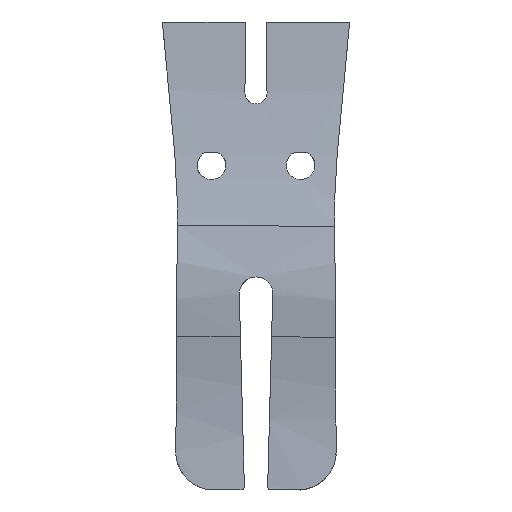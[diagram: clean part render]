
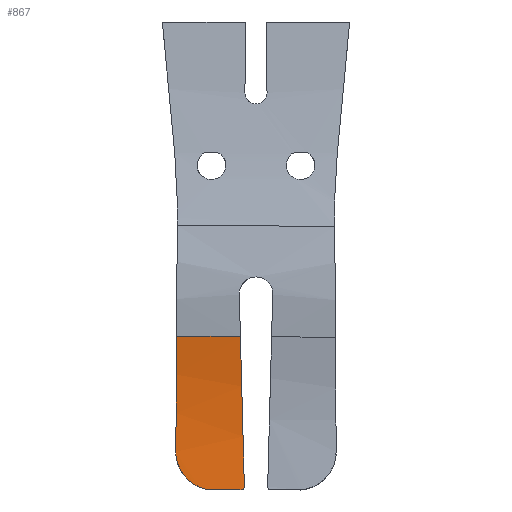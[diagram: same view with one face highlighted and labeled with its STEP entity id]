
A CAD part, top view. The second image highlights one B-rep face of the part: STEP entity #867.
In plain terms, the highlighted cylindrical face has radius 176 mm (diameter 352 mm), a partial arc.
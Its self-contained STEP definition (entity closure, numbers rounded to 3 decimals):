
#8 = CARTESIAN_POINT ( 'NONE',  ( 740.952, 474.358, 43.033 ) ) ;
#39 = CARTESIAN_POINT ( 'NONE',  ( 739.925, 474.843, 42.979 ) ) ;
#51 = CARTESIAN_POINT ( 'NONE',  ( 748.045, 473.395, 43.141 ) ) ;
#75 = CARTESIAN_POINT ( 'NONE',  ( 735.199, 479.595, 42.514 ) ) ;
#82 = EDGE_CURVE ( 'NONE', #1934, #2122, #575, .T. ) ;
#85 = CARTESIAN_POINT ( 'NONE',  ( 733.805, 483.878, 42.205 ) ) ;
#136 = CARTESIAN_POINT ( 'NONE',  ( 755.109, 473.934, 43.072 ) ) ;
#144 = CARTESIAN_POINT ( 'NONE',  ( 755.231, 474.473, 43.01 ) ) ;
#159 = DIRECTION ( 'NONE',  ( 0.006, 1., 0. ) ) ;
#175 = CARTESIAN_POINT ( 'NONE',  ( 754.402, 505.958, 41.562 ) ) ;
#192 = B_SPLINE_CURVE_WITH_KNOTS ( 'NONE', 3,
 ( #1741, #861, #888, #1550, #2222, #672, #8, #39, #1382, #874, #1213, #1895, #356, #2034, #1042, #1564, #75, #426, #218, #1451, #1767, #2142, #85, #1636, #2100, #903 ),
 .UNSPECIFIED., .F., .F.,
 ( 4, 2, 2, 2, 2, 2, 2, 2, 2, 2, 2, 2, 4 ),
 ( 0., 0.002, 0.003, 0.005, 0.007, 0.008, 0.009, 0.011, 0.012, 0.014, 0.016, 0.017, 0.018 ),
 .UNSPECIFIED. ) ;
#197 = DIRECTION ( 'NONE',  ( 1., -0.006, 0. ) ) ;
#218 = CARTESIAN_POINT ( 'NONE',  ( 734.699, 480.614, 42.431 ) ) ;
#280 = CARTESIAN_POINT ( 'NONE',  ( 754.463, 473.424, 43.133 ) ) ;
#287 = CIRCLE ( 'NONE', #645, 176. ) ;
#318 = ORIENTED_EDGE ( 'NONE', *, *, #1998, .F. ) ;
#346 = ORIENTED_EDGE ( 'NONE', *, *, #1966, .F. ) ;
#356 = CARTESIAN_POINT ( 'NONE',  ( 737.228, 476.893, 42.763 ) ) ;
#357 = CARTESIAN_POINT ( 'NONE',  ( 733.715, 485.394, 42.12 ) ) ;
#381 = CARTESIAN_POINT ( 'NONE',  ( 733.715, 485.399, 42.12 ) ) ;
#411 = AXIS2_PLACEMENT_3D ( 'NONE', #1696, #197, #159 ) ;
#426 = CARTESIAN_POINT ( 'NONE',  ( 734.854, 480.271, 42.459 ) ) ;
#443 = CARTESIAN_POINT ( 'NONE',  ( 754.181, 473.395, 43.137 ) ) ;
#471 = CARTESIAN_POINT ( 'NONE',  ( 754.719, 473.533, 43.12 ) ) ;
#491 = EDGE_CURVE ( 'NONE', #1545, #714, #1275, .T. ) ;
#575 = B_SPLINE_CURVE_WITH_KNOTS ( 'NONE', 3,
 ( #144, #2012, #1322, #136, #1164, #819, #471, #280, #992, #620 ),
 .UNSPECIFIED., .F., .F.,
 ( 4, 2, 2, 2, 4 ),
 ( 0., 0., 0.001, 0.001, 0.002 ),
 .UNSPECIFIED. ) ;
#610 = CARTESIAN_POINT ( 'NONE',  ( 744.977, 473.395, 43.144 ) ) ;
#620 = CARTESIAN_POINT ( 'NONE',  ( 754.181, 473.395, 43.137 ) ) ;
#645 = AXIS2_PLACEMENT_3D ( 'NONE', #1162, #1475, #790 ) ;
#672 = CARTESIAN_POINT ( 'NONE',  ( 741.306, 474.211, 43.05 ) ) ;
#714 = VERTEX_POINT ( 'NONE', #1391 ) ;
#768 = CARTESIAN_POINT ( 'NONE',  ( 654.94, 522.172, 44.004 ) ) ;
#784 = CARTESIAN_POINT ( 'NONE',  ( 751.113, 473.395, 43.139 ) ) ;
#790 = DIRECTION ( 'NONE',  ( 0.006, 1., 0. ) ) ;
#819 = CARTESIAN_POINT ( 'NONE',  ( 754.838, 473.614, 43.11 ) ) ;
#851 = CARTESIAN_POINT ( 'NONE',  ( 733.715, 485.397, 42.12 ) ) ;
#861 = CARTESIAN_POINT ( 'NONE',  ( 744.216, 473.443, 43.138 ) ) ;
#867 = ADVANCED_FACE ( 'NONE', ( #1343 ), #2025, .F. ) ;
#874 = CARTESIAN_POINT ( 'NONE',  ( 738.365, 475.89, 42.866 ) ) ;
#888 = CARTESIAN_POINT ( 'NONE',  ( 743.471, 473.563, 43.125 ) ) ;
#896 = CARTESIAN_POINT ( 'NONE',  ( 755.231, 474.473, 43.01 ) ) ;
#903 = CARTESIAN_POINT ( 'NONE',  ( 733.715, 485.394, 42.12 ) ) ;
#968 = CARTESIAN_POINT ( 'NONE',  ( 733.938, 521.686, 44.004 ) ) ;
#992 = CARTESIAN_POINT ( 'NONE',  ( 754.322, 473.395, 43.137 ) ) ;
#998 = ORIENTED_EDGE ( 'NONE', *, *, #82, .F. ) ;
#1042 = CARTESIAN_POINT ( 'NONE',  ( 735.995, 478.309, 42.627 ) ) ;
#1087 = VERTEX_POINT ( 'NONE', #1477 ) ;
#1162 = CARTESIAN_POINT ( 'NONE',  ( 733.77, 494.465, 217.886 ) ) ;
#1164 = CARTESIAN_POINT ( 'NONE',  ( 755.032, 473.814, 43.086 ) ) ;
#1197 = EDGE_CURVE ( 'NONE', #1319, #2062, #1560, .T. ) ;
#1213 = CARTESIAN_POINT ( 'NONE',  ( 738.07, 476.126, 42.841 ) ) ;
#1235 = VECTOR ( 'NONE', #1447, 1000. ) ;
#1236 = CARTESIAN_POINT ( 'NONE',  ( 755.231, 474.473, 43.01 ) ) ;
#1265 =( BOUNDED_CURVE ( )  B_SPLINE_CURVE ( 3, ( #1877, #175, #1416, #896 ),
 .UNSPECIFIED., .F., .F. ) 
 B_SPLINE_CURVE_WITH_KNOTS ( ( 4, 4 ),
 ( 4.557, 4.825 ),
 .UNSPECIFIED. ) 
 CURVE ( )  GEOMETRIC_REPRESENTATION_ITEM ( )  RATIONAL_B_SPLINE_CURVE ( ( 1., 0.994, 0.994, 1. ) ) 
 REPRESENTATION_ITEM ( '' )  );
#1275 = LINE ( 'NONE', #768, #1235 ) ;
#1319 = VERTEX_POINT ( 'NONE', #2125 ) ;
#1322 = CARTESIAN_POINT ( 'NONE',  ( 755.21, 474.194, 43.042 ) ) ;
#1343 = FACE_OUTER_BOUND ( 'NONE', #1891, .T. ) ;
#1382 = CARTESIAN_POINT ( 'NONE',  ( 739.278, 475.226, 42.937 ) ) ;
#1391 = CARTESIAN_POINT ( 'NONE',  ( 753.992, 521.562, 44.004 ) ) ;
#1416 = CARTESIAN_POINT ( 'NONE',  ( 754.818, 490.167, 41.228 ) ) ;
#1446 = ORIENTED_EDGE ( 'NONE', *, *, #491, .F. ) ;
#1447 = DIRECTION ( 'NONE',  ( 1., -0.006, 0. ) ) ;
#1451 = CARTESIAN_POINT ( 'NONE',  ( 734.284, 481.662, 42.351 ) ) ;
#1475 = DIRECTION ( 'NONE',  ( 1., -0.006, 0. ) ) ;
#1477 = CARTESIAN_POINT ( 'NONE',  ( 744.977, 473.395, 43.144 ) ) ;
#1507 = CARTESIAN_POINT ( 'NONE',  ( 733.715, 485.396, 42.12 ) ) ;
#1538 = CARTESIAN_POINT ( 'NONE',  ( 733.715, 485.399, 42.12 ) ) ;
#1545 = VERTEX_POINT ( 'NONE', #968 ) ;
#1550 = CARTESIAN_POINT ( 'NONE',  ( 742.378, 473.844, 43.092 ) ) ;
#1560 = B_SPLINE_CURVE_WITH_KNOTS ( 'NONE', 3,
 ( #357, #1507, #851, #1538 ),
 .UNSPECIFIED., .F., .F.,
 ( 4, 4 ),
 ( 0.018, 0.018 ),
 .UNSPECIFIED. ) ;
#1564 = CARTESIAN_POINT ( 'NONE',  ( 735.388, 479.264, 42.543 ) ) ;
#1585 =( BOUNDED_CURVE ( )  B_SPLINE_CURVE ( 3, ( #1801, #784, #51, #610 ),
 .UNSPECIFIED., .F., .F. ) 
 B_SPLINE_CURVE_WITH_KNOTS ( ( 4, 4 ),
 ( 1.69, 1.69 ),
 .UNSPECIFIED. ) 
 CURVE ( )  GEOMETRIC_REPRESENTATION_ITEM ( )  RATIONAL_B_SPLINE_CURVE ( ( 1., 1., 1., 1. ) ) 
 REPRESENTATION_ITEM ( '' )  );
#1636 = CARTESIAN_POINT ( 'NONE',  ( 733.733, 484.634, 42.161 ) ) ;
#1668 = ORIENTED_EDGE ( 'NONE', *, *, #1197, .F. ) ;
#1696 = CARTESIAN_POINT ( 'NONE',  ( 654.772, 494.951, 217.886 ) ) ;
#1711 = EDGE_CURVE ( 'NONE', #714, #1934, #1265, .T. ) ;
#1741 = CARTESIAN_POINT ( 'NONE',  ( 744.977, 473.395, 43.144 ) ) ;
#1767 = CARTESIAN_POINT ( 'NONE',  ( 734.073, 482.383, 42.3 ) ) ;
#1801 = CARTESIAN_POINT ( 'NONE',  ( 754.181, 473.395, 43.137 ) ) ;
#1877 = CARTESIAN_POINT ( 'NONE',  ( 753.992, 521.562, 44.004 ) ) ;
#1891 = EDGE_LOOP ( 'NONE', ( #346, #318, #998, #2211, #1446, #2088, #1668 ) ) ;
#1895 = CARTESIAN_POINT ( 'NONE',  ( 737.5, 476.628, 42.79 ) ) ;
#1934 = VERTEX_POINT ( 'NONE', #1236 ) ;
#1966 = EDGE_CURVE ( 'NONE', #1087, #1319, #192, .T. ) ;
#1998 = EDGE_CURVE ( 'NONE', #2122, #1087, #1585, .T. ) ;
#2012 = CARTESIAN_POINT ( 'NONE',  ( 755.235, 474.333, 43.026 ) ) ;
#2025 = CYLINDRICAL_SURFACE ( 'NONE', #411, 176. ) ;
#2034 = CARTESIAN_POINT ( 'NONE',  ( 736.455, 477.717, 42.682 ) ) ;
#2062 = VERTEX_POINT ( 'NONE', #381 ) ;
#2088 = ORIENTED_EDGE ( 'NONE', *, *, #2147, .F. ) ;
#2100 = CARTESIAN_POINT ( 'NONE',  ( 733.715, 485.013, 42.14 ) ) ;
#2122 = VERTEX_POINT ( 'NONE', #443 ) ;
#2125 = CARTESIAN_POINT ( 'NONE',  ( 733.715, 485.394, 42.12 ) ) ;
#2142 = CARTESIAN_POINT ( 'NONE',  ( 733.859, 483.5, 42.228 ) ) ;
#2147 = EDGE_CURVE ( 'NONE', #2062, #1545, #287, .T. ) ;
#2211 = ORIENTED_EDGE ( 'NONE', *, *, #1711, .F. ) ;
#2222 = CARTESIAN_POINT ( 'NONE',  ( 742.018, 473.955, 43.079 ) ) ;
